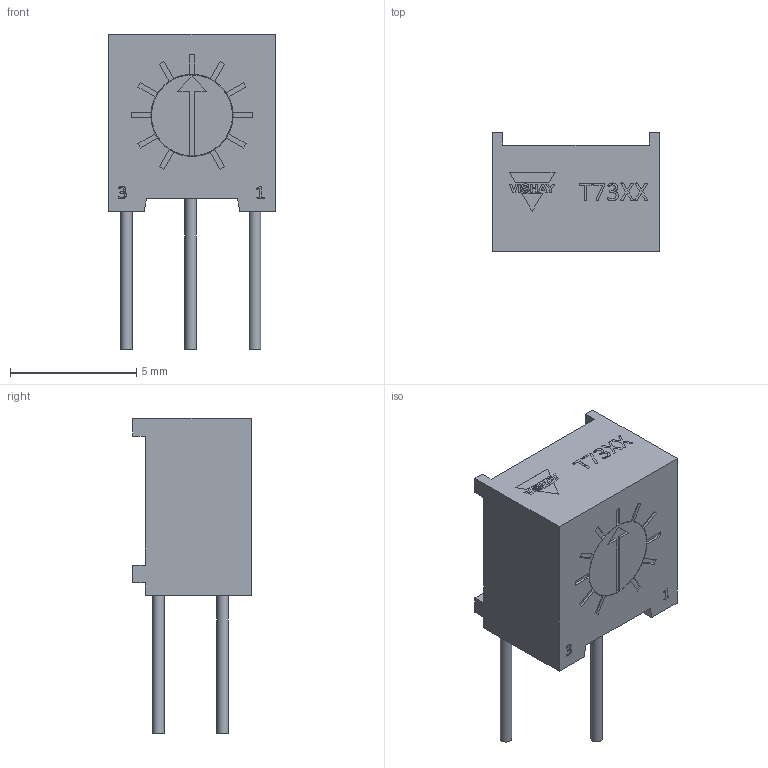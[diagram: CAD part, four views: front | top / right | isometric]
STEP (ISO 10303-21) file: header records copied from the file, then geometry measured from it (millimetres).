
FILE_DESCRIPTION(/* description */ ('Unknown'),/* implementation_level */ '2;1');
FILE_NAME(/* name */ 'T73XX-VISHAY',/* time_stamp */ '2018-05-25T11:42:41+02:00',/* author */ ('Unknown'),/* organization */ ('Unknown'),/* preprocessor_version */ 'ST-DEVELOPER v16.7',/* originating_system */ 'DEX',/* authorisation */ $);
FILE_SCHEMA (('AUTOMOTIVE_DESIGN {1 0 10303 214 3 1 1}'));
Length unit declared in the file: millimetre
Products named in the file (1): T73XX-VISHAY
Bounding box: 6.6 x 4.7 x 12.46 mm (x, y, z)
Volume: 189.1 mm3; surface area: 268.2 mm2
Topology: 1 solids, 1 shells, 194 faces, 503 edges, 332 vertices
Faces by surface type: plane 162, bspline 27, cylinder 5
Full cylindrical faces by diameter (mm): 0.46 x3, 3.2 x1, 3.25 x1
Entity records: 7955 total; most frequent: CARTESIAN_POINT 2029, ORIENTED_EDGE 986, DIRECTION 808, EDGE_CURVE 493, LINE 400, VECTOR 400, VERTEX_POINT 327, EDGE_LOOP 220
